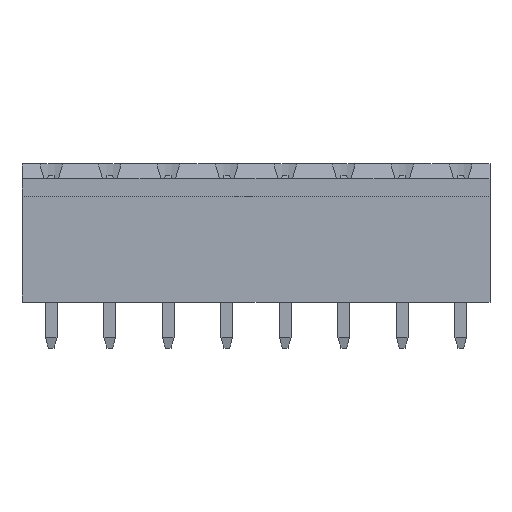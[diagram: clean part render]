
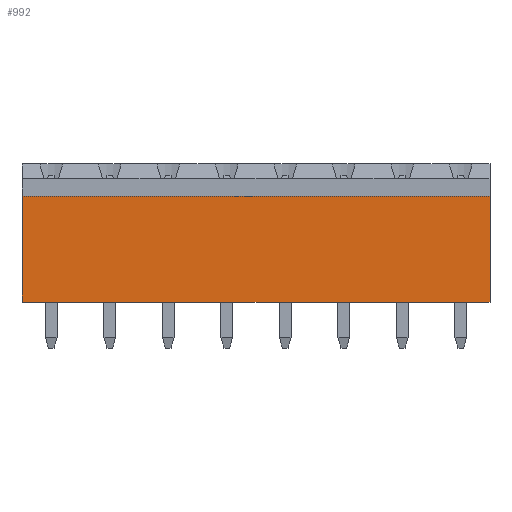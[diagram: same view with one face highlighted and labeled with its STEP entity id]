
A CAD part, front view. The second image highlights one B-rep face of the part: STEP entity #992.
In plain terms, the highlighted planar face has unit normal (0, -1, 0).
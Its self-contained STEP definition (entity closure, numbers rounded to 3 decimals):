
#992 = ADVANCED_FACE( '', ( #1952 ), #1953, .T. );
#1952 = FACE_OUTER_BOUND( '', #2877, .T. );
#1953 = PLANE( '', #2878 );
#2877 = EDGE_LOOP( '', ( #5644, #5645, #5646, #5647 ) );
#2878 = AXIS2_PLACEMENT_3D( '', #5648, #5649, #5650 );
#5644 = ORIENTED_EDGE( '', *, *, #6809, .F. );
#5645 = ORIENTED_EDGE( '', *, *, #6482, .F. );
#5646 = ORIENTED_EDGE( '', *, *, #6225, .F. );
#5647 = ORIENTED_EDGE( '', *, *, #6764, .T. );
#5648 = CARTESIAN_POINT( '', ( 21.32, -4.05, -6. ) );
#5649 = DIRECTION( '', ( 0., -1., 0. ) );
#5650 = DIRECTION( '', ( 0., 0., -1. ) );
#6225 = EDGE_CURVE( '', #7699, #7701, #7702, .T. );
#6482 = EDGE_CURVE( '', #7701, #8090, #8093, .T. );
#6764 = EDGE_CURVE( '', #7699, #8417, #8419, .T. );
#6809 = EDGE_CURVE( '', #8090, #8417, #8467, .T. );
#7699 = VERTEX_POINT( '', #9755 );
#7701 = VERTEX_POINT( '', #9758 );
#7702 = LINE( '', #9759, #9760 );
#8090 = VERTEX_POINT( '', #10346 );
#8093 = LINE( '', #10351, #10352 );
#8417 = VERTEX_POINT( '', #10822 );
#8419 = LINE( '', #10825, #10826 );
#8467 = LINE( '', #10885, #10886 );
#9755 = CARTESIAN_POINT( '', ( 20.32, -4.05, 3.2 ) );
#9758 = CARTESIAN_POINT( '', ( 20.32, -4.05, -6. ) );
#9759 = CARTESIAN_POINT( '', ( 20.32, -4.05, -6. ) );
#9760 = VECTOR( '', #11384, 1000. );
#10346 = CARTESIAN_POINT( '', ( -20.32, -4.05, -6. ) );
#10351 = CARTESIAN_POINT( '', ( 21.32, -4.05, -6. ) );
#10352 = VECTOR( '', #11600, 1000. );
#10822 = CARTESIAN_POINT( '', ( -20.32, -4.05, 3.2 ) );
#10825 = CARTESIAN_POINT( '', ( 21.32, -4.05, 3.2 ) );
#10826 = VECTOR( '', #11814, 1000. );
#10885 = CARTESIAN_POINT( '', ( -20.32, -4.05, -6. ) );
#10886 = VECTOR( '', #11832, 1000. );
#11384 = DIRECTION( '', ( 0., 0., -1. ) );
#11600 = DIRECTION( '', ( -1., 0., 0. ) );
#11814 = DIRECTION( '', ( -1., 0., 0. ) );
#11832 = DIRECTION( '', ( 0., 0., 1. ) );
